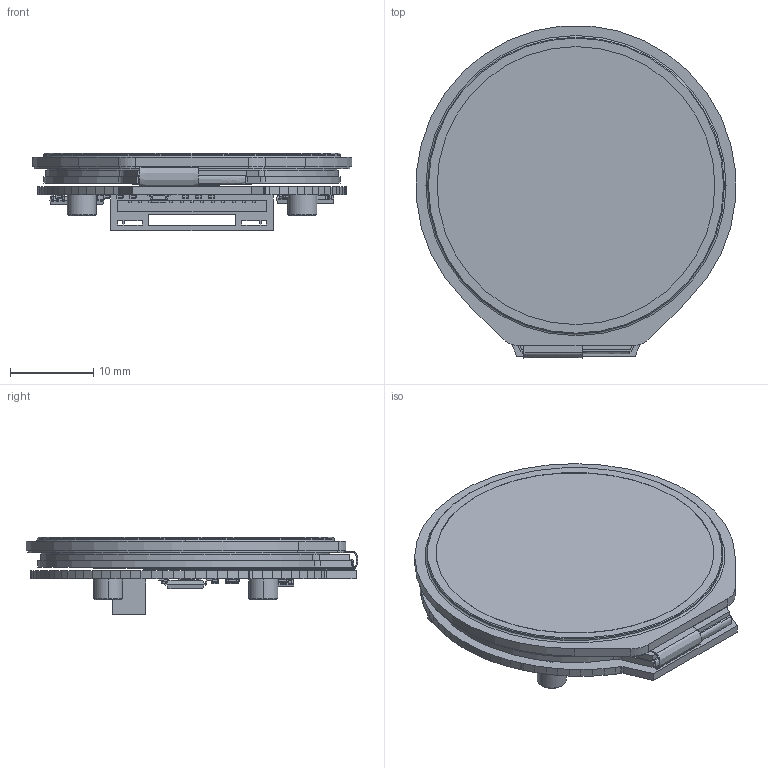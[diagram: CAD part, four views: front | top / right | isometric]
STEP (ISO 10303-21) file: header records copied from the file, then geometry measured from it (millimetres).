
FILE_DESCRIPTION((''),'2;1');
FILE_NAME('1_28INCH-TOUCH-LCD-SKU24155_ASM','2023-05-23T10:21:26',('xiaojisheng'),(''),'CREO PARAMETRIC BY PTC INC, 2021063','CREO PARAMETRIC BY PTC INC, 2021063','');
FILE_SCHEMA(('CONFIG_CONTROL_DESIGN','SHAPE_APPEARANCE_LAYERS_GROUPS'));
Length unit declared in the file: millimetre
Products named in the file (5): 1_28INCH-240X240-TFT; 1_28INCH-240X240-TFT-TOUCH; 1_28INCH_TOUCH_LCD-PCBA; STUDS-M2XH2_5; 1_28INCH-TOUCH-LCD-SKU24155_ASM
Assembly tree (7 placements, depth 2):
  1_28INCH-TOUCH-LCD-SKU24155_ASM
    1_28INCH-240X240-TFT
    1_28INCH-240X240-TFT-TOUCH
    1_28INCH_TOUCH_LCD-PCBA
    STUDS-M2XH2_5  x4
Bounding box: 38.36 x 39.9 x 9.3 mm (x, y, z)
Volume: 5095.9 mm3; surface area: 8574.7 mm2
Topology: 8 solids, 8 shells, 1541 faces, 4086 edges, 2448 vertices
Faces by surface type: plane 856, cylinder 503, sphere 128, bspline 24, cone 18, extrusion 10, torus 2
Entity records: 55653 total; most frequent: CARTESIAN_POINT 9345, ORIENTED_EDGE 7490, DIRECTION 7329, EDGE_CURVE 3745, VECTOR 2847, LINE 2837, VERTEX_POINT 2313, AXIS2_PLACEMENT_3D 2241
